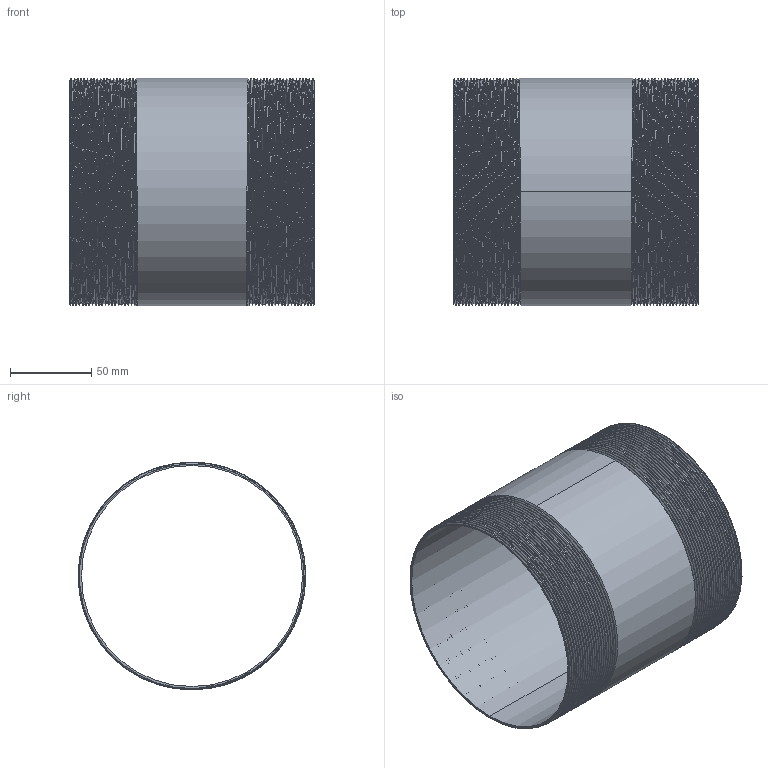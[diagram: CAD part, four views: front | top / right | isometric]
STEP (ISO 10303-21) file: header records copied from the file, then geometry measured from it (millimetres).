
FILE_DESCRIPTION (( 'STEP AP203' ), '1' );
FILE_NAME ('3D_R210_5x150_17145280.STEP', '2024-08-16T10:30:06', ( '' ), ( '' ), 'SwSTEP 2.0', 'SolidWorks 2024', '' );
FILE_SCHEMA (( 'CONFIG_CONTROL_DESIGN' ));
Length unit declared in the file: millimetre
Products named in the file (1): 3D_R210_5x150_17145280
Bounding box: 150 x 139.68 x 139.7 mm (x, y, z)
Volume: 106841.6 mm3; surface area: 150898.9 mm2
Topology: 1 solids, 1 shells, 100 faces, 288 edges, 190 vertices
Faces by surface type: cone 86, bspline 6, cylinder 4, plane 4
Entity records: 21809 total; most frequent: CARTESIAN_POINT 19487, ORIENTED_EDGE 576, DIRECTION 308, EDGE_CURVE 288, VERTEX_POINT 190, B_SPLINE_CURVE_WITH_KNOTS 174, AXIS2_PLACEMENT_3D 107, EDGE_LOOP 102
